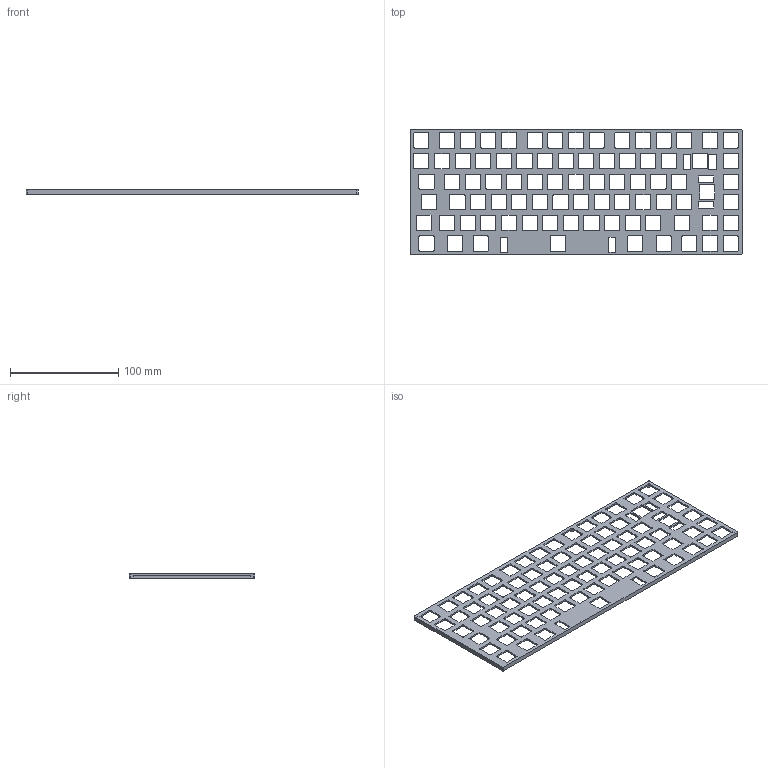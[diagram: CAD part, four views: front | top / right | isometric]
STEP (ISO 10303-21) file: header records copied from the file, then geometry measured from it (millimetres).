
FILE_DESCRIPTION(('FreeCAD Model'),'2;1');
FILE_NAME('Open CASCADE Shape Model','2021-07-24T16:15:02',('Author'),( ''),'Open CASCADE STEP processor 7.5','FreeCAD','Unknown');
FILE_SCHEMA(('AUTOMOTIVE_DESIGN { 1 0 10303 214 1 1 1 1 }'));
Length unit declared in the file: millimetre
Products named in the file (1): top
Bounding box: 306.8 x 116.3 x 4.15 mm (x, y, z)
Volume: 30612.5 mm3; surface area: 50831.2 mm2
Topology: 2 solids, 2 shells, 778 faces, 2320 edges, 1544 vertices
Faces by surface type: plane 391, cylinder 379, cone 8
Full cylindrical faces by diameter (mm): 1.6 x8
Entity records: 56780 total; most frequent: CARTESIAN_POINT 9414, DIRECTION 9224, LINE 5428, VECTOR 5428, ORIENTED_EDGE 4624, PCURVE 4624, DEFINITIONAL_REPRESENTATION 4624, EDGE_CURVE 2312
